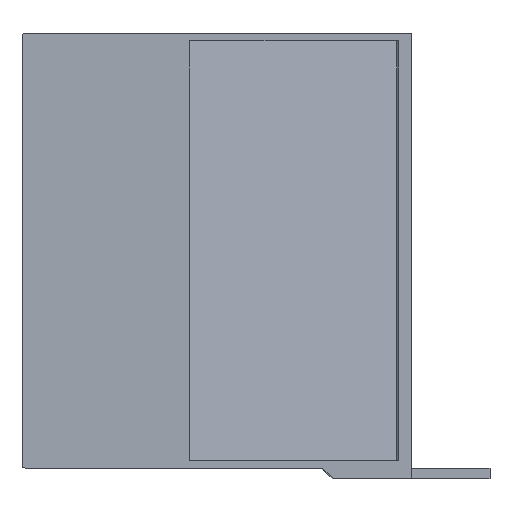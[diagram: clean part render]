
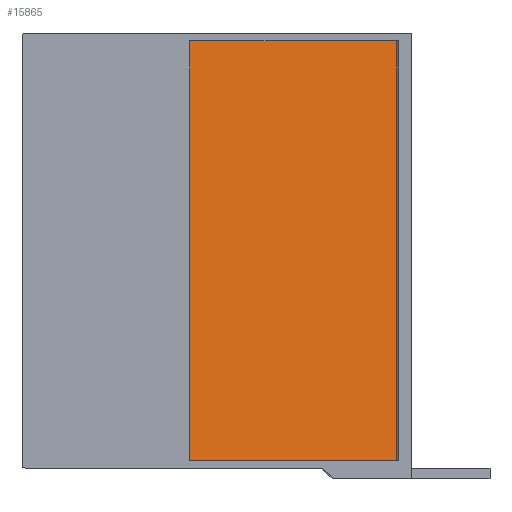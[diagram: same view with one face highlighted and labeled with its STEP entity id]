
A CAD part, front view. The second image highlights one B-rep face of the part: STEP entity #15865.
In plain terms, the highlighted planar face has unit normal (0.235, -0.972, 0).
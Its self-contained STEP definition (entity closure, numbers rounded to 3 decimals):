
#1792 = DIRECTION ( 'NONE',  ( -0.972, -0.235, 0. ) ) ;
#2354 = CARTESIAN_POINT ( 'NONE',  ( -505.57, 29.676, 252.23 ) ) ;
#3188 = CARTESIAN_POINT ( 'NONE',  ( -505.57, 29.676, 163.667 ) ) ;
#3280 = LINE ( 'NONE', #10101, #6901 ) ;
#3847 = VERTEX_POINT ( 'NONE', #31413 ) ;
#5709 = EDGE_CURVE ( 'NONE', #3847, #15411, #3280, .T. ) ;
#6790 = CARTESIAN_POINT ( 'NONE',  ( -505.57, 29.676, 3. ) ) ;
#6901 = VECTOR ( 'NONE', #22459, 1000. ) ;
#9111 = EDGE_CURVE ( 'NONE', #41849, #37298, #27626, .T. ) ;
#10101 = CARTESIAN_POINT ( 'NONE',  ( -585.109, 10.481, 252.23 ) ) ;
#11935 = DIRECTION ( 'NONE',  ( -0.235, 0.972, 0. ) ) ;
#12142 = FACE_OUTER_BOUND ( 'NONE', #29598, .T. ) ;
#13261 = ORIENTED_EDGE ( 'NONE', *, *, #9111, .F. ) ;
#14976 = CARTESIAN_POINT ( 'NONE',  ( -505.57, 29.676, 163.667 ) ) ;
#15411 = VERTEX_POINT ( 'NONE', #40093 ) ;
#15701 = LINE ( 'NONE', #41845, #16724 ) ;
#15865 = ADVANCED_FACE ( 'NONE', ( #12142 ), #25131, .F. ) ;
#16724 = VECTOR ( 'NONE', #42048, 1000. ) ;
#18525 = AXIS2_PLACEMENT_3D ( 'NONE', #2354, #11935, #40656 ) ;
#18898 = VECTOR ( 'NONE', #1792, 1000. ) ;
#20457 = VECTOR ( 'NONE', #40165, 1000. ) ;
#22459 = DIRECTION ( 'NONE',  ( 0., 0., -1. ) ) ;
#23527 = ORIENTED_EDGE ( 'NONE', *, *, #38741, .T. ) ;
#23945 = ORIENTED_EDGE ( 'NONE', *, *, #5709, .T. ) ;
#24773 = LINE ( 'NONE', #14976, #18898 ) ;
#25131 = PLANE ( 'NONE',  #18525 ) ;
#27626 = LINE ( 'NONE', #36973, #20457 ) ;
#28913 = EDGE_CURVE ( 'NONE', #37298, #15411, #15701, .T. ) ;
#29598 = EDGE_LOOP ( 'NONE', ( #13261, #23527, #23945, #34195 ) ) ;
#31413 = CARTESIAN_POINT ( 'NONE',  ( -585.109, 10.481, 163.667 ) ) ;
#34195 = ORIENTED_EDGE ( 'NONE', *, *, #28913, .F. ) ;
#36973 = CARTESIAN_POINT ( 'NONE',  ( -505.57, 29.676, 252.23 ) ) ;
#37298 = VERTEX_POINT ( 'NONE', #6790 ) ;
#38741 = EDGE_CURVE ( 'NONE', #41849, #3847, #24773, .T. ) ;
#40093 = CARTESIAN_POINT ( 'NONE',  ( -585.109, 10.481, 3. ) ) ;
#40165 = DIRECTION ( 'NONE',  ( 0., 0., -1. ) ) ;
#40656 = DIRECTION ( 'NONE',  ( -0.972, -0.235, 0. ) ) ;
#41845 = CARTESIAN_POINT ( 'NONE',  ( -505.57, 29.676, 3. ) ) ;
#41849 = VERTEX_POINT ( 'NONE', #3188 ) ;
#42048 = DIRECTION ( 'NONE',  ( -0.972, -0.235, 0. ) ) ;
